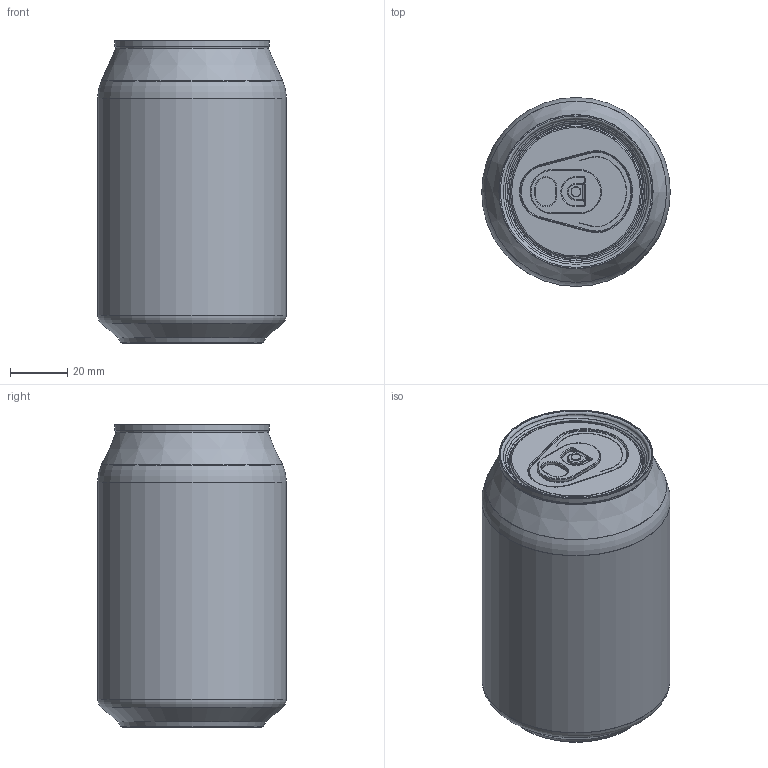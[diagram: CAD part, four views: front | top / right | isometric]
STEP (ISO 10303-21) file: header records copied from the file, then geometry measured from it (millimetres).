
FILE_DESCRIPTION(/* description */ (''),/* implementation_level */ '2;1');
FILE_NAME(/* name */ '33cl-CAN.stp',/* time_stamp */ '2020-06-20T22:23:08+02:00',/* author */ ('malli'),/* organization */ (''),/* preprocessor_version */ 'ST-DEVELOPER v16.13',/* originating_system */ 'Autodesk Inventor 2018',/* authorisation */ '');
FILE_SCHEMA (('AUTOMOTIVE_DESIGN { 1 0 10303 214 3 1 1 }'));
Length unit declared in the file: millimetre
Products named in the file (4): 33cl-CAN; 33cl-CAN_1; CAN-cap; Cap-lock
Assembly tree (3 placements, depth 2):
  33cl-CAN
    33cl-CAN_1
    CAN-cap
    Cap-lock
Bounding box: 66 x 66 x 106 mm (x, y, z)
Volume: 3078.1 mm3; surface area: 55283.6 mm2
Topology: 3 solids, 3 shells, 161 faces, 358 edges, 212 vertices
Faces by surface type: torus 60, cylinder 49, plane 34, bspline 10, cone 6, sphere 2
Full cylindrical faces by diameter (mm): 2.5 x3, 3.5 x2, 42 x1, 42.2 x1, 53.8 x1, 54 x1, 65.8 x1, 66 x1
Entity records: 4878 total; most frequent: CARTESIAN_POINT 1320, DIRECTION 803, ORIENTED_EDGE 602, AXIS2_PLACEMENT_3D 352, EDGE_CURVE 301, EDGE_LOOP 221, VERTEX_POINT 200, CIRCLE 190
